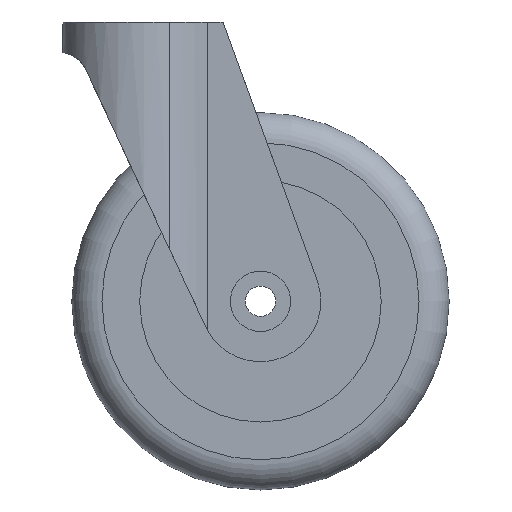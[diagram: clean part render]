
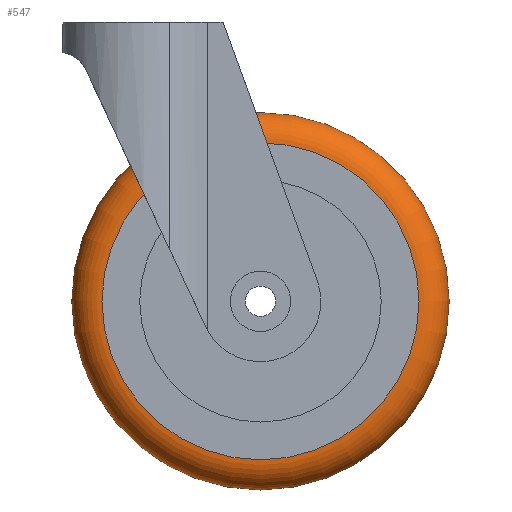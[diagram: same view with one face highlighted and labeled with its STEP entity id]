
A CAD part, left-side view. The second image highlights one B-rep face of the part: STEP entity #547.
In plain terms, the highlighted toroidal (fillet/blend) face has major radius 52.5 mm and minor radius 10 mm.
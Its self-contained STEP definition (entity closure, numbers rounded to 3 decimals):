
#57=TOROIDAL_SURFACE('',#600,52.5,10.);
#60=FACE_OUTER_BOUND('',#95,.T.);
#95=EDGE_LOOP('',(#377,#378,#379,#380));
#206=CIRCLE('',#595,62.5);
#210=CIRCLE('',#601,52.5);
#211=CIRCLE('',#602,10.);
#238=VERTEX_POINT('',#856);
#241=VERTEX_POINT('',#866);
#290=EDGE_CURVE('',#238,#238,#206,.T.);
#295=EDGE_CURVE('',#241,#241,#210,.T.);
#296=EDGE_CURVE('',#241,#238,#211,.T.);
#377=ORIENTED_EDGE('',*,*,#295,.F.);
#378=ORIENTED_EDGE('',*,*,#296,.T.);
#379=ORIENTED_EDGE('',*,*,#290,.T.);
#380=ORIENTED_EDGE('',*,*,#296,.F.);
#547=ADVANCED_FACE('',(#60),#57,.T.);
#595=AXIS2_PLACEMENT_3D('',#857,#673,#674);
#600=AXIS2_PLACEMENT_3D('',#865,#684,#685);
#601=AXIS2_PLACEMENT_3D('',#867,#686,#687);
#602=AXIS2_PLACEMENT_3D('',#868,#688,#689);
#673=DIRECTION('center_axis',(-1.,0.,0.));
#674=DIRECTION('ref_axis',(0.,-1.,0.));
#684=DIRECTION('center_axis',(-1.,0.,0.));
#685=DIRECTION('ref_axis',(0.,-1.,0.));
#686=DIRECTION('center_axis',(-1.,0.,0.));
#687=DIRECTION('ref_axis',(0.,-1.,0.));
#688=DIRECTION('center_axis',(0.,0.,-1.));
#689=DIRECTION('ref_axis',(0.,1.,0.));
#856=CARTESIAN_POINT('',(-5.,22.,-92.5));
#857=CARTESIAN_POINT('Origin',(-5.,-40.5,-92.5));
#865=CARTESIAN_POINT('Origin',(-5.,-40.5,-92.5));
#866=CARTESIAN_POINT('',(-15.,12.,-92.5));
#867=CARTESIAN_POINT('Origin',(-15.,-40.5,-92.5));
#868=CARTESIAN_POINT('Origin',(-5.,12.,-92.5));
